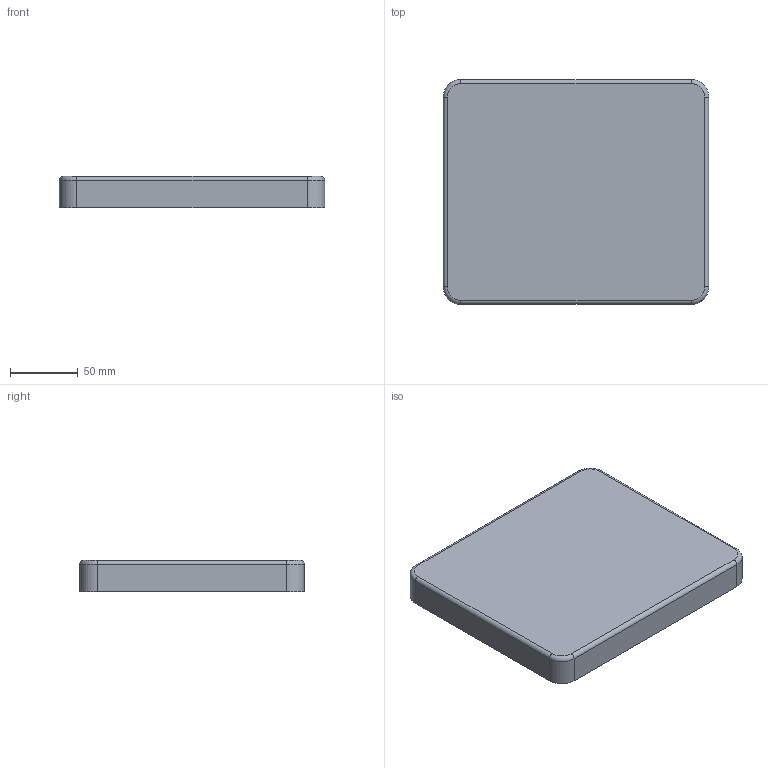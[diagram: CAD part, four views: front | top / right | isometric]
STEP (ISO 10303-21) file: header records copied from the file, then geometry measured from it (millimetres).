
FILE_DESCRIPTION(/* description */ (''),/* implementation_level */ '2;1');
FILE_NAME(/* name */ 'Casing Top.step',/* time_stamp */ '2023-05-02T10:27:26-04:00',/* author */ (''),/* organization */ (''),/* preprocessor_version */ 'ST-DEVELOPER v19.2',/* originating_system */ 'Autodesk Translation Framework v12.4.0.73',/* authorisation */ '');
FILE_SCHEMA (('AUTOMOTIVE_DESIGN { 1 0 10303 214 3 1 1 }'));
Length unit declared in the file: millimetre
Products named in the file (1): Assembly5
Bounding box: 196 x 166 x 23 mm (x, y, z)
Volume: 135873.1 mm3; surface area: 92738.3 mm2
Topology: 1 solids, 1 shells, 75 faces, 160 edges, 88 vertices
Faces by surface type: cylinder 28, plane 23, torus 16, cone 8
Entity records: 2025 total; most frequent: DIRECTION 388, CARTESIAN_POINT 324, ORIENTED_EDGE 320, EDGE_CURVE 160, AXIS2_PLACEMENT_3D 152, VERTEX_POINT 88, LINE 84, VECTOR 84
